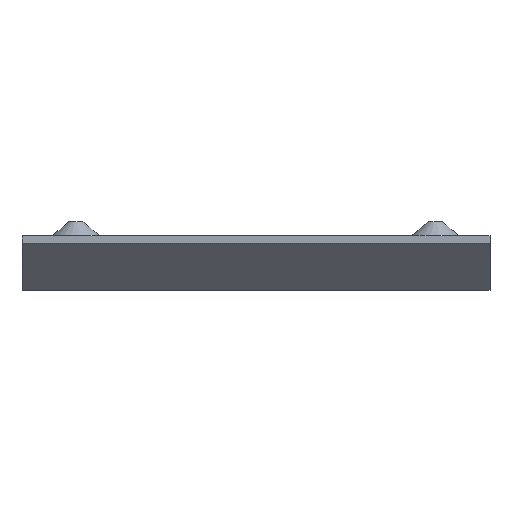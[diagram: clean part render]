
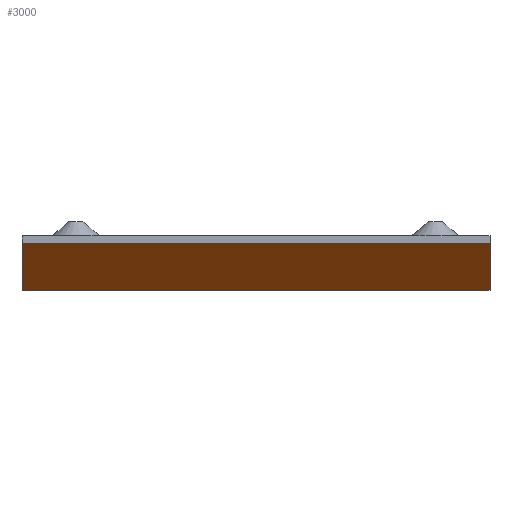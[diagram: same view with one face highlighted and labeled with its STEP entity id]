
A CAD part, front view. The second image highlights one B-rep face of the part: STEP entity #3000.
In plain terms, the highlighted planar face has unit normal (0, -0.707, -0.707).
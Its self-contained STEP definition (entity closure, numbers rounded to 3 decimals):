
#611 = PLANE('',#612);
#612 = AXIS2_PLACEMENT_3D('',#613,#614,#615);
#613 = CARTESIAN_POINT('',(0.,-2.,-50.));
#614 = DIRECTION('',(-1.,0.,0.));
#615 = DIRECTION('',(0.,0.,-1.));
#639 = PLANE('',#640);
#640 = AXIS2_PLACEMENT_3D('',#641,#642,#643);
#641 = CARTESIAN_POINT('',(0.,-54.,-50.));
#642 = DIRECTION('',(0.,-1.,0.));
#643 = DIRECTION('',(1.,0.,0.));
#667 = PLANE('',#668);
#668 = AXIS2_PLACEMENT_3D('',#669,#670,#671);
#669 = CARTESIAN_POINT('',(-59.9,-2.,-50.));
#670 = DIRECTION('',(-1.,0.,0.));
#671 = DIRECTION('',(0.,0.,-1.));
#1185 = PLANE('',#1186);
#1186 = AXIS2_PLACEMENT_3D('',#1187,#1188,#1189);
#1187 = CARTESIAN_POINT('',(0.,-2.,-50.));
#1188 = DIRECTION('',(0.,0.,1.));
#1189 = DIRECTION('',(1.,0.,0.));
#1271 = VERTEX_POINT('',#1272);
#1272 = CARTESIAN_POINT('',(-59.9,-48.,-50.));
#1296 = VERTEX_POINT('',#1297);
#1297 = CARTESIAN_POINT('',(-59.9,-54.,-44.));
#1318 = EDGE_CURVE('',#1271,#1296,#1319,.T.);
#1319 = SURFACE_CURVE('',#1320,(#1324,#1331),.PCURVE_S1.);
#1320 = LINE('',#1321,#1322);
#1321 = CARTESIAN_POINT('',(-59.9,-38.,-60.));
#1322 = VECTOR('',#1323,1.);
#1323 = DIRECTION('',(0.,-0.707,0.707));
#1324 = PCURVE('',#667,#1325);
#1325 = DEFINITIONAL_REPRESENTATION('',(#1326),#1330);
#1326 = LINE('',#1327,#1328);
#1327 = CARTESIAN_POINT('',(10.,36.));
#1328 = VECTOR('',#1329,1.);
#1329 = DIRECTION('',(-0.707,0.707));
#1330 = ( GEOMETRIC_REPRESENTATION_CONTEXT(2) 
PARAMETRIC_REPRESENTATION_CONTEXT() REPRESENTATION_CONTEXT('2D SPACE',''
  ) );
#1331 = PCURVE('',#1332,#1337);
#1332 = PLANE('',#1333);
#1333 = AXIS2_PLACEMENT_3D('',#1334,#1335,#1336);
#1334 = CARTESIAN_POINT('',(0.,-51.,-47.));
#1335 = DIRECTION('',(0.,0.707,0.707));
#1336 = DIRECTION('',(-1.,0.,0.));
#1337 = DEFINITIONAL_REPRESENTATION('',(#1338),#1342);
#1338 = LINE('',#1339,#1340);
#1339 = CARTESIAN_POINT('',(59.9,-18.385));
#1340 = VECTOR('',#1341,1.);
#1341 = DIRECTION('',(0.,1.));
#1342 = ( GEOMETRIC_REPRESENTATION_CONTEXT(2) 
PARAMETRIC_REPRESENTATION_CONTEXT() REPRESENTATION_CONTEXT('2D SPACE',''
  ) );
#1348 = VERTEX_POINT('',#1349);
#1349 = CARTESIAN_POINT('',(0.,-54.,-44.));
#1370 = EDGE_CURVE('',#1348,#1296,#1371,.T.);
#1371 = SURFACE_CURVE('',#1372,(#1376,#1383),.PCURVE_S1.);
#1372 = LINE('',#1373,#1374);
#1373 = CARTESIAN_POINT('',(0.,-54.,-44.));
#1374 = VECTOR('',#1375,1.);
#1375 = DIRECTION('',(-1.,0.,0.));
#1376 = PCURVE('',#639,#1377);
#1377 = DEFINITIONAL_REPRESENTATION('',(#1378),#1382);
#1378 = LINE('',#1379,#1380);
#1379 = CARTESIAN_POINT('',(0.,6.));
#1380 = VECTOR('',#1381,1.);
#1381 = DIRECTION('',(-1.,0.));
#1382 = ( GEOMETRIC_REPRESENTATION_CONTEXT(2) 
PARAMETRIC_REPRESENTATION_CONTEXT() REPRESENTATION_CONTEXT('2D SPACE',''
  ) );
#1383 = PCURVE('',#1332,#1384);
#1384 = DEFINITIONAL_REPRESENTATION('',(#1385),#1389);
#1385 = LINE('',#1386,#1387);
#1386 = CARTESIAN_POINT('',(0.,4.243));
#1387 = VECTOR('',#1388,1.);
#1388 = DIRECTION('',(1.,0.));
#1389 = ( GEOMETRIC_REPRESENTATION_CONTEXT(2) 
PARAMETRIC_REPRESENTATION_CONTEXT() REPRESENTATION_CONTEXT('2D SPACE',''
  ) );
#1399 = VERTEX_POINT('',#1400);
#1400 = CARTESIAN_POINT('',(0.,-48.,-50.));
#1444 = EDGE_CURVE('',#1399,#1348,#1445,.T.);
#1445 = SURFACE_CURVE('',#1446,(#1450,#1457),.PCURVE_S1.);
#1446 = LINE('',#1447,#1448);
#1447 = CARTESIAN_POINT('',(0.,-38.,-60.));
#1448 = VECTOR('',#1449,1.);
#1449 = DIRECTION('',(0.,-0.707,0.707));
#1450 = PCURVE('',#611,#1451);
#1451 = DEFINITIONAL_REPRESENTATION('',(#1452),#1456);
#1452 = LINE('',#1453,#1454);
#1453 = CARTESIAN_POINT('',(10.,36.));
#1454 = VECTOR('',#1455,1.);
#1455 = DIRECTION('',(-0.707,0.707));
#1456 = ( GEOMETRIC_REPRESENTATION_CONTEXT(2) 
PARAMETRIC_REPRESENTATION_CONTEXT() REPRESENTATION_CONTEXT('2D SPACE',''
  ) );
#1457 = PCURVE('',#1332,#1458);
#1458 = DEFINITIONAL_REPRESENTATION('',(#1459),#1463);
#1459 = LINE('',#1460,#1461);
#1460 = CARTESIAN_POINT('',(0.,-18.385));
#1461 = VECTOR('',#1462,1.);
#1462 = DIRECTION('',(0.,1.));
#1463 = ( GEOMETRIC_REPRESENTATION_CONTEXT(2) 
PARAMETRIC_REPRESENTATION_CONTEXT() REPRESENTATION_CONTEXT('2D SPACE',''
  ) );
#2944 = EDGE_CURVE('',#1399,#1271,#2945,.T.);
#2945 = SURFACE_CURVE('',#2946,(#2950,#2957),.PCURVE_S1.);
#2946 = LINE('',#2947,#2948);
#2947 = CARTESIAN_POINT('',(0.,-48.,-50.));
#2948 = VECTOR('',#2949,1.);
#2949 = DIRECTION('',(-1.,0.,0.));
#2950 = PCURVE('',#1185,#2951);
#2951 = DEFINITIONAL_REPRESENTATION('',(#2952),#2956);
#2952 = LINE('',#2953,#2954);
#2953 = CARTESIAN_POINT('',(0.,-46.));
#2954 = VECTOR('',#2955,1.);
#2955 = DIRECTION('',(-1.,0.));
#2956 = ( GEOMETRIC_REPRESENTATION_CONTEXT(2) 
PARAMETRIC_REPRESENTATION_CONTEXT() REPRESENTATION_CONTEXT('2D SPACE',''
  ) );
#2957 = PCURVE('',#1332,#2958);
#2958 = DEFINITIONAL_REPRESENTATION('',(#2959),#2963);
#2959 = LINE('',#2960,#2961);
#2960 = CARTESIAN_POINT('',(0.,-4.243));
#2961 = VECTOR('',#2962,1.);
#2962 = DIRECTION('',(1.,0.));
#2963 = ( GEOMETRIC_REPRESENTATION_CONTEXT(2) 
PARAMETRIC_REPRESENTATION_CONTEXT() REPRESENTATION_CONTEXT('2D SPACE',''
  ) );
#3000 = ADVANCED_FACE('',(#3001),#1332,.F.);
#3001 = FACE_BOUND('',#3002,.F.);
#3002 = EDGE_LOOP('',(#3003,#3004,#3005,#3006));
#3003 = ORIENTED_EDGE('',*,*,#1444,.F.);
#3004 = ORIENTED_EDGE('',*,*,#2944,.T.);
#3005 = ORIENTED_EDGE('',*,*,#1318,.T.);
#3006 = ORIENTED_EDGE('',*,*,#1370,.F.);
